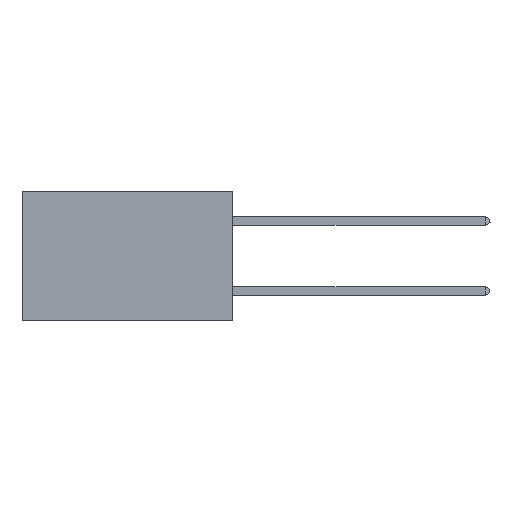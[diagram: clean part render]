
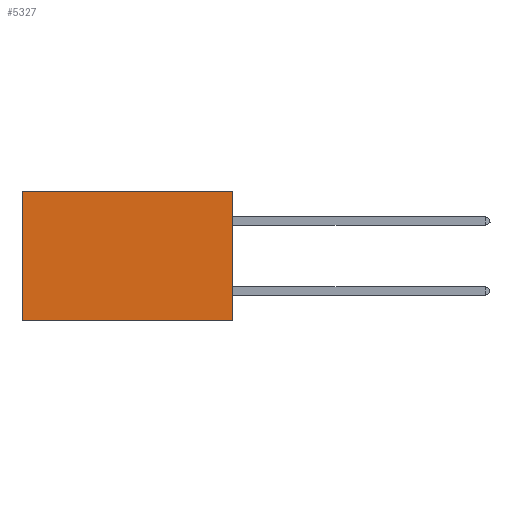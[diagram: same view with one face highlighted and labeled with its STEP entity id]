
A CAD part, left-side view. The second image highlights one B-rep face of the part: STEP entity #5327.
In plain terms, the highlighted planar face has unit normal (-1, 0, 0).
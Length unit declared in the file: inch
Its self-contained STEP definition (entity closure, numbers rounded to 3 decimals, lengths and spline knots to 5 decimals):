
#122 = EDGE_LOOP ( 'NONE', ( #7266, #6552, #12919, #9882 ) ) ;
#345 = EDGE_CURVE ( 'NONE', #8143, #12333, #3396, .T. ) ;
#626 = VECTOR ( 'NONE', #8016, 39.37008 ) ;
#723 = CARTESIAN_POINT ( 'NONE',  ( 0.2875, 0.6, 0. ) ) ;
#1281 = VERTEX_POINT ( 'NONE', #2012 ) ;
#1492 = EDGE_CURVE ( 'NONE', #1281, #5967, #11603, .T. ) ;
#1709 = LINE ( 'NONE', #12381, #4467 ) ;
#1908 = DIRECTION ( 'NONE',  ( 1., 0., 0. ) ) ;
#2012 = CARTESIAN_POINT ( 'NONE',  ( 0.2875, 0., 0. ) ) ;
#2709 = LINE ( 'NONE', #4903, #5183 ) ;
#3094 = EDGE_CURVE ( 'NONE', #1281, #8143, #1709, .T. ) ;
#3396 = LINE ( 'NONE', #723, #626 ) ;
#4467 = VECTOR ( 'NONE', #11196, 39.37008 ) ;
#4898 = CARTESIAN_POINT ( 'NONE',  ( 0.2875, 0.6, 0. ) ) ;
#4903 = CARTESIAN_POINT ( 'NONE',  ( 0.2875, 0., -0.37 ) ) ;
#5183 = VECTOR ( 'NONE', #8139, 39.37008 ) ;
#5263 = FACE_OUTER_BOUND ( 'NONE', #122, .T. ) ;
#5309 = DIRECTION ( 'NONE',  ( 0., 0., -1. ) ) ;
#5327 = ADVANCED_FACE ( 'NONE', ( #5263 ), #8558, .F. ) ;
#5967 = VERTEX_POINT ( 'NONE', #12099 ) ;
#6203 = CARTESIAN_POINT ( 'NONE',  ( 0.2875, 0.6, -0.37 ) ) ;
#6401 = VECTOR ( 'NONE', #7773, 39.37008 ) ;
#6552 = ORIENTED_EDGE ( 'NONE', *, *, #10255, .F. ) ;
#7266 = ORIENTED_EDGE ( 'NONE', *, *, #345, .T. ) ;
#7773 = DIRECTION ( 'NONE',  ( 0., 0., -1. ) ) ;
#8016 = DIRECTION ( 'NONE',  ( 0., 0., -1. ) ) ;
#8139 = DIRECTION ( 'NONE',  ( 0., 1., 0. ) ) ;
#8143 = VERTEX_POINT ( 'NONE', #4898 ) ;
#8558 = PLANE ( 'NONE',  #9056 ) ;
#9056 = AXIS2_PLACEMENT_3D ( 'NONE', #9482, #1908, #5309 ) ;
#9482 = CARTESIAN_POINT ( 'NONE',  ( 0.2875, 0., 0. ) ) ;
#9882 = ORIENTED_EDGE ( 'NONE', *, *, #3094, .T. ) ;
#10255 = EDGE_CURVE ( 'NONE', #5967, #12333, #2709, .T. ) ;
#11196 = DIRECTION ( 'NONE',  ( 0., 1., 0. ) ) ;
#11603 = LINE ( 'NONE', #11877, #6401 ) ;
#11877 = CARTESIAN_POINT ( 'NONE',  ( 0.2875, 0., 0. ) ) ;
#12099 = CARTESIAN_POINT ( 'NONE',  ( 0.2875, 0., -0.37 ) ) ;
#12333 = VERTEX_POINT ( 'NONE', #6203 ) ;
#12381 = CARTESIAN_POINT ( 'NONE',  ( 0.2875, 0., 0. ) ) ;
#12919 = ORIENTED_EDGE ( 'NONE', *, *, #1492, .F. ) ;
